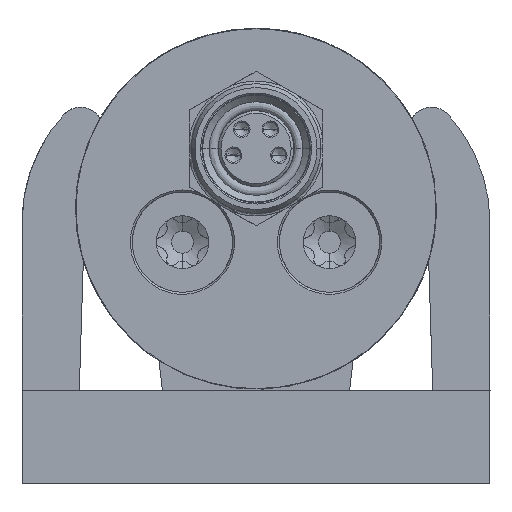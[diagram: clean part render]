
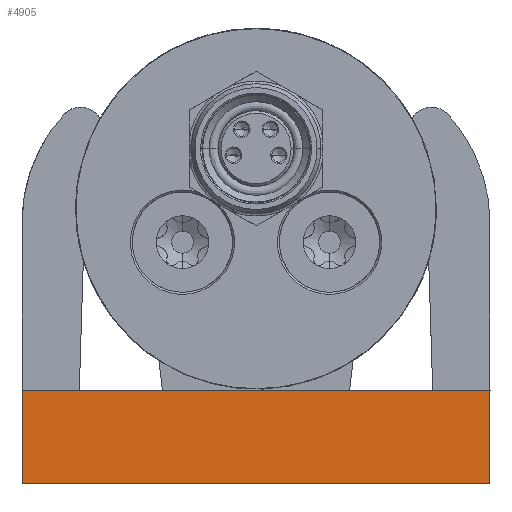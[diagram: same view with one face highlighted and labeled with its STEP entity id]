
A CAD part, front view. The second image highlights one B-rep face of the part: STEP entity #4905.
In plain terms, the highlighted planar face has unit normal (0, -1, 0).
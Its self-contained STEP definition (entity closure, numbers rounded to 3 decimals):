
#4892=AXIS2_PLACEMENT_3D('Plane Axis2P3D',#4889,#4890,#4891) ;
#2156=CARTESIAN_POINT('Line Origine',(17.5,7.022,7.)) ;
#2160=CARTESIAN_POINT('Vertex',(0.,7.022,7.)) ;
#2162=CARTESIAN_POINT('Vertex',(35.,7.022,7.)) ;
#2208=CARTESIAN_POINT('Line Origine',(35.,7.022,3.5)) ;
#2212=CARTESIAN_POINT('Vertex',(35.,7.022,0.)) ;
#4338=CARTESIAN_POINT('Vertex',(0.,7.022,0.)) ;
#4341=CARTESIAN_POINT('Line Origine',(0.,7.022,3.5)) ;
#4889=CARTESIAN_POINT('Axis2P3D Location',(-0.02,7.022,-0.02)) ;
#4894=CARTESIAN_POINT('Line Origine',(17.5,7.022,0.)) ;
#2157=DIRECTION('Vector Direction',(1.,0.,0.)) ;
#2209=DIRECTION('Vector Direction',(0.,0.,1.)) ;
#4342=DIRECTION('Vector Direction',(0.,0.,1.)) ;
#4890=DIRECTION('Axis2P3D Direction',(0.,-1.,0.)) ;
#4891=DIRECTION('Axis2P3D XDirection',(1.,0.,0.)) ;
#4895=DIRECTION('Vector Direction',(-1.,0.,0.)) ;
#2158=VECTOR('Line Direction',#2157,1.) ;
#2210=VECTOR('Line Direction',#2209,1.) ;
#4343=VECTOR('Line Direction',#4342,1.) ;
#4896=VECTOR('Line Direction',#4895,1.) ;
#4900=ORIENTED_EDGE('',*,*,#2214,.T.) ;
#4901=ORIENTED_EDGE('',*,*,#2164,.F.) ;
#4902=ORIENTED_EDGE('',*,*,#4345,.F.) ;
#4903=ORIENTED_EDGE('',*,*,#4898,.F.) ;
#4905=ADVANCED_FACE('Hauptkoerper',(#4904),#4893,.T.) ;
#2164=EDGE_CURVE('',#2161,#2163,#2159,.T.) ;
#2214=EDGE_CURVE('',#2213,#2163,#2211,.T.) ;
#4345=EDGE_CURVE('',#4339,#2161,#4344,.T.) ;
#4898=EDGE_CURVE('',#2213,#4339,#4897,.T.) ;
#4899=EDGE_LOOP('',(#4900,#4901,#4902,#4903)) ;
#4904=FACE_OUTER_BOUND('',#4899,.T.) ;
#2159=LINE('Line',#2156,#2158) ;
#2211=LINE('Line',#2208,#2210) ;
#4344=LINE('Line',#4341,#4343) ;
#4897=LINE('Line',#4894,#4896) ;
#4893=PLANE('',#4892) ;
#2161=VERTEX_POINT('',#2160) ;
#2163=VERTEX_POINT('',#2162) ;
#2213=VERTEX_POINT('',#2212) ;
#4339=VERTEX_POINT('',#4338) ;
